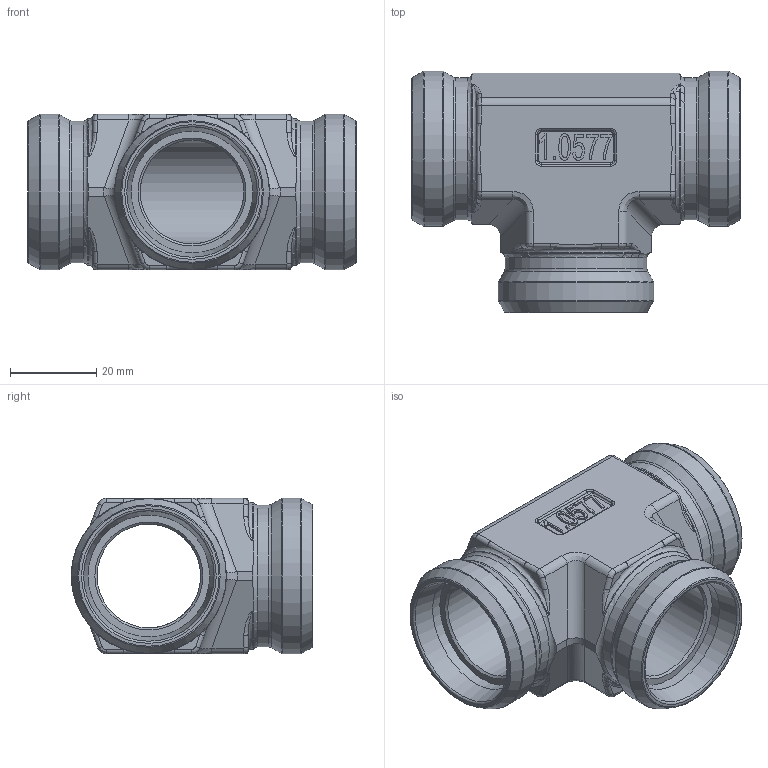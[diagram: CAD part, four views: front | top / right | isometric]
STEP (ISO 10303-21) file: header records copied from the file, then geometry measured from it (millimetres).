
FILE_DESCRIPTION(/* description */ (''),/* implementation_level */ '2;1');
FILE_NAME(/* name */ 'X-TV28.stp',/* time_stamp */ '2021-09-23T07:51:11+02:00',/* author */ (''),/* organization */ (''),/* preprocessor_version */ 'ST-DEVELOPER v16',/* originating_system */ 'SIEMENS PLM Software NX 10.0',/* authorisation */ '');
FILE_SCHEMA (('AP203_CONFIGURATION_CONTROLLED_3D_DESIGN_OF_MECHANICAL_PARTS_AND_ASSEMBLIES_MIM_LF { 1 0 10303 403 2 1 2}'));
Length unit declared in the file: millimetre
Products named in the file (1): nwer3A68C242vgrl
Bounding box: 76 x 56 x 36 mm (x, y, z)
Volume: 47174.4 mm3; surface area: 19729.8 mm2
Topology: 1 solids, 1 shells, 326 faces, 822 edges, 512 vertices
Faces by surface type: plane 142, cylinder 85, torus 46, bspline 28, extrusion 13, cone 12
Full cylindrical faces by diameter (mm): 24 x2, 28.22 x3, 32.9 x3, 36 x3
Entity records: 11274 total; most frequent: CARTESIAN_POINT 3744, ORIENTED_EDGE 1534, DIRECTION 1492, EDGE_CURVE 767, AXIS2_PLACEMENT_3D 524, VERTEX_POINT 499, VECTOR 444, LINE 431
